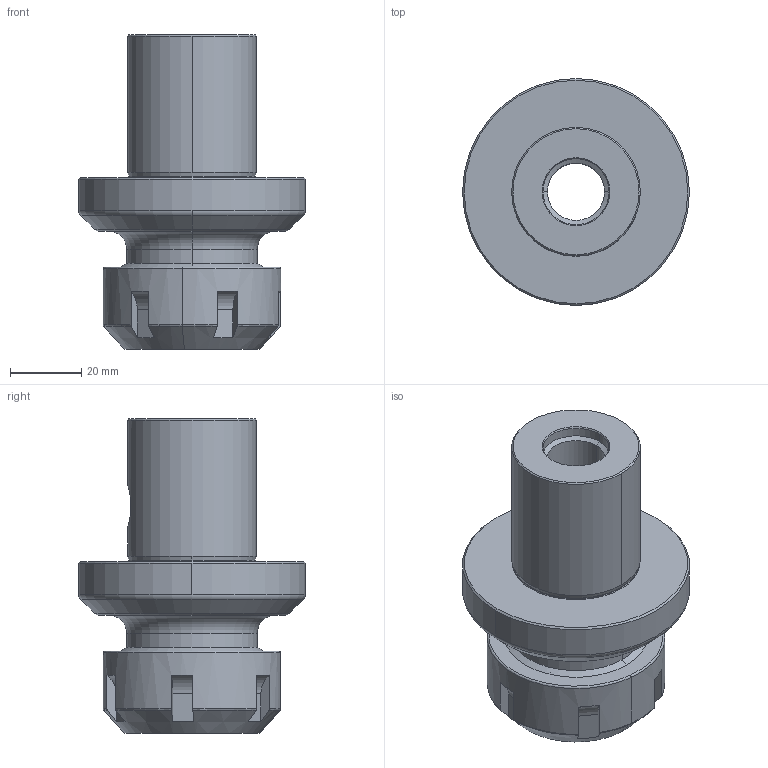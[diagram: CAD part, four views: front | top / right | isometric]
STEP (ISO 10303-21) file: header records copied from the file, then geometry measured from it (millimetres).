
FILE_DESCRIPTION(('no description'),'unknown implementation level');
FILE_NAME('0ADFF34D-D874-451D-A3D3-FE8B659500F6_export.stp',' ',('CIMSOURCE GmbH'),('CADClick - KiM GmbH - www.kimweb.de'),'unknown preprocess','ACIS','unknown authorization');
FILE_SCHEMA(('automotive_design'));
Length unit declared in the file: millimetre
Products named in the file (2): 335.164 Kaiser CK6 X EX32|335.164 Kaiser CK6 X EX32_Standard;NONE; 335.164 Kaiser CK6 X EX32|951.065 Kaiser EX32_Standard;NONE
Bounding box: 63.5 x 63.5 x 88.01 mm (x, y, z)
Volume: 97638.2 mm3; surface area: 29798.4 mm2
Topology: 2 solids, 2 shells, 104 faces, 251 edges, 154 vertices
Faces by surface type: cylinder 30, cone 28, plane 26, torus 20
Entity records: 6155 total; most frequent: CARTESIAN_POINT 798, DIRECTION 553, STYLED_ITEM 509, PRESENTATION_STYLE_ASSIGNMENT 509, COLOUR_RGB 509, ORIENTED_EDGE 502, EDGE_CURVE 251, CURVE_STYLE 251
